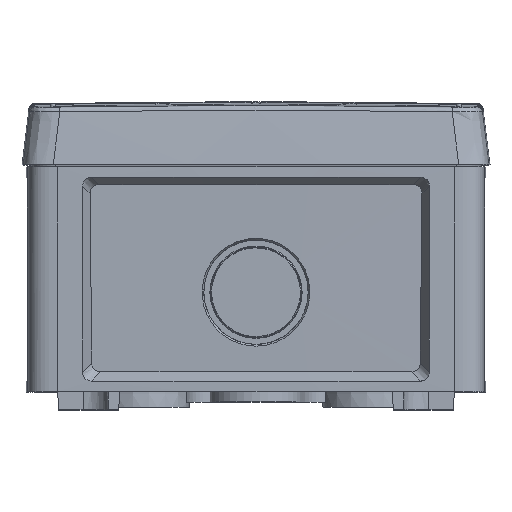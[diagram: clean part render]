
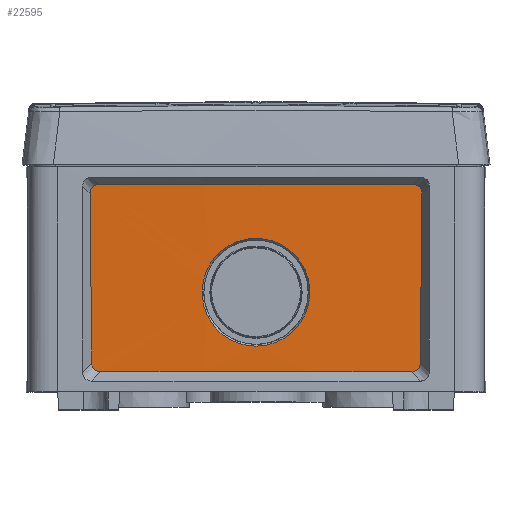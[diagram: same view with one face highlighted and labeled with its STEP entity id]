
A CAD part, top view. The second image highlights one B-rep face of the part: STEP entity #22595.
In plain terms, the highlighted conical face has half-angle 1 degrees and reference radius 2816.32 mm.
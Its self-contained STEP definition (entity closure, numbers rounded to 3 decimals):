
#5564=B_SPLINE_CURVE_WITH_KNOTS('',3,(#45250,#45251,#45252,#45253),
 .UNSPECIFIED.,.F.,.F.,(4,4),(0.,1.),.UNSPECIFIED.);
#5567=B_SPLINE_CURVE_WITH_KNOTS('',3,(#45306,#45307,#45308,#45309,#45310),
 .UNSPECIFIED.,.F.,.F.,(4,1,4),(0.,0.001,
0.003),.UNSPECIFIED.);
#5568=B_SPLINE_CURVE_WITH_KNOTS('',3,(#45312,#45313,#45314,#45315,#45316),
 .UNSPECIFIED.,.F.,.F.,(4,1,4),(0.,0.001,0.003),
 .UNSPECIFIED.);
#5569=B_SPLINE_CURVE_WITH_KNOTS('',3,(#45320,#45321,#45322,#45323,#45324),
 .UNSPECIFIED.,.F.,.F.,(4,1,4),(0.,0.001,
0.003),.UNSPECIFIED.);
#5570=B_SPLINE_CURVE_WITH_KNOTS('',3,(#45326,#45327,#45328,#45329),
 .UNSPECIFIED.,.F.,.F.,(4,4),(0.,1.),.UNSPECIFIED.);
#5571=B_SPLINE_CURVE_WITH_KNOTS('',3,(#45331,#45332,#45333,#45334,#45335),
 .UNSPECIFIED.,.F.,.F.,(4,1,4),(0.,0.001,
0.003),.UNSPECIFIED.);
#5572=B_SPLINE_CURVE_WITH_KNOTS('',3,(#45338,#45339,#45340,#45341,#45342,
#45343,#45344,#45345,#45346,#45347,#45348,#45349,#45350,#45351,#45352,#45353,
#45354,#45355,#45356,#45357,#45358,#45359),.UNSPECIFIED.,.F.,.F.,(4,1,1,
1,1,1,1,1,1,1,1,1,1,1,1,1,1,1,1,4),(0.,0.053,0.105,
0.158,0.211,0.263,0.316,0.368,
0.421,0.474,0.526,0.579,0.632,
0.684,0.737,0.789,0.842,0.895,
0.947,1.),.UNSPECIFIED.);
#5573=B_SPLINE_CURVE_WITH_KNOTS('',3,(#45362,#45363,#45364,#45365,#45366,
#45367,#45368,#45369,#45370,#45371,#45372,#45373,#45374,#45375,#45376,#45377,
#45378,#45379,#45380,#45381,#45382,#45383),.UNSPECIFIED.,.F.,.F.,(4,1,1,
1,1,1,1,1,1,1,1,1,1,1,1,1,1,1,1,4),(0.,0.053,0.105,
0.158,0.211,0.263,0.316,0.368,
0.421,0.474,0.526,0.579,0.632,
0.684,0.737,0.789,0.842,0.895,
0.947,1.),.UNSPECIFIED.);
#11745=ORIENTED_EDGE('',*,*,#15314,.F.);
#11746=ORIENTED_EDGE('',*,*,#15318,.T.);
#11747=ORIENTED_EDGE('',*,*,#15319,.T.);
#11748=ORIENTED_EDGE('',*,*,#15320,.T.);
#11749=ORIENTED_EDGE('',*,*,#15321,.T.);
#11750=ORIENTED_EDGE('',*,*,#15322,.T.);
#11751=ORIENTED_EDGE('',*,*,#15323,.T.);
#11752=ORIENTED_EDGE('',*,*,#15317,.T.);
#11753=ORIENTED_EDGE('',*,*,#15324,.T.);
#11754=ORIENTED_EDGE('',*,*,#15325,.T.);
#15314=EDGE_CURVE('',#17611,#17612,#5564,.T.);
#15317=EDGE_CURVE('',#17613,#17612,#5567,.T.);
#15318=EDGE_CURVE('',#17611,#17614,#5568,.T.);
#15319=EDGE_CURVE('',#17614,#17615,#18510,.T.);
#15320=EDGE_CURVE('',#17615,#17616,#5569,.T.);
#15321=EDGE_CURVE('',#17616,#17617,#5570,.T.);
#15322=EDGE_CURVE('',#17617,#17618,#5571,.T.);
#15323=EDGE_CURVE('',#17618,#17613,#18511,.T.);
#15324=EDGE_CURVE('',#17619,#17620,#5572,.T.);
#15325=EDGE_CURVE('',#17620,#17619,#5573,.T.);
#17611=VERTEX_POINT('',#45249);
#17612=VERTEX_POINT('',#45254);
#17613=VERTEX_POINT('',#45305);
#17614=VERTEX_POINT('',#45317);
#17615=VERTEX_POINT('',#45319);
#17616=VERTEX_POINT('',#45325);
#17617=VERTEX_POINT('',#45330);
#17618=VERTEX_POINT('',#45336);
#17619=VERTEX_POINT('',#45360);
#17620=VERTEX_POINT('',#45361);
#18510=CIRCLE('',#24674,2815.997);
#18511=CIRCLE('',#24675,2816.636);
#19804=EDGE_LOOP('',(#11745,#11746,#11747,#11748,#11749,#11750,#11751,#11752));
#19805=EDGE_LOOP('',(#11753,#11754));
#21182=FACE_BOUND('',#19804,.T.);
#21183=FACE_BOUND('',#19805,.T.);
#21467=CONICAL_SURFACE('',#24673,2816.316,0.017);
#22595=ADVANCED_FACE('',(#21182,#21183),#21467,.T.);
#24673=AXIS2_PLACEMENT_3D('',#45311,#30507,#30508);
#24674=AXIS2_PLACEMENT_3D('',#45318,#30509,#30510);
#24675=AXIS2_PLACEMENT_3D('',#45337,#30511,#30512);
#30507=DIRECTION('',(0.,1.,0.));
#30508=DIRECTION('',(1.,0.,0.));
#30509=DIRECTION('',(0.,1.,0.));
#30510=DIRECTION('',(-0.011,0.,1.));
#30511=DIRECTION('',(0.,-1.,0.));
#30512=DIRECTION('',(0.011,0.,1.));
#45249=CARTESIAN_POINT('',(-32.151,5.595,41.707));
#45250=CARTESIAN_POINT('',(-32.151,5.595,41.707));
#45251=CARTESIAN_POINT('',(-32.261,16.643,41.899));
#45252=CARTESIAN_POINT('',(-32.372,27.691,42.09));
#45253=CARTESIAN_POINT('',(-32.482,38.739,42.282));
#45254=CARTESIAN_POINT('',(-32.482,38.739,42.282));
#45305=CARTESIAN_POINT('',(-30.768,40.5,42.332));
#45306=CARTESIAN_POINT('',(-30.768,40.5,42.332));
#45307=CARTESIAN_POINT('',(-31.232,40.5,42.327));
#45308=CARTESIAN_POINT('',(-32.171,40.155,42.31));
#45309=CARTESIAN_POINT('',(-32.487,39.203,42.29));
#45310=CARTESIAN_POINT('',(-32.482,38.739,42.282));
#45311=CARTESIAN_POINT('',(0.,22.185,-2774.136));
#45312=CARTESIAN_POINT('',(-32.151,5.595,41.707));
#45313=CARTESIAN_POINT('',(-32.146,5.133,41.699));
#45314=CARTESIAN_POINT('',(-31.804,4.202,41.687));
#45315=CARTESIAN_POINT('',(-30.864,3.869,41.692));
#45316=CARTESIAN_POINT('',(-30.401,3.869,41.696));
#45317=CARTESIAN_POINT('',(-30.401,3.869,41.696));
#45318=CARTESIAN_POINT('',(0.,3.869,-2774.136));
#45319=CARTESIAN_POINT('',(30.401,3.869,41.696));
#45320=CARTESIAN_POINT('',(30.401,3.869,41.696));
#45321=CARTESIAN_POINT('',(30.863,3.869,41.692));
#45322=CARTESIAN_POINT('',(31.799,4.198,41.687));
#45323=CARTESIAN_POINT('',(32.146,5.133,41.699));
#45324=CARTESIAN_POINT('',(32.151,5.595,41.707));
#45325=CARTESIAN_POINT('',(32.151,5.595,41.707));
#45326=CARTESIAN_POINT('',(32.151,5.595,41.707));
#45327=CARTESIAN_POINT('',(32.261,16.643,41.899));
#45328=CARTESIAN_POINT('',(32.372,27.691,42.09));
#45329=CARTESIAN_POINT('',(32.482,38.739,42.282));
#45330=CARTESIAN_POINT('',(32.482,38.739,42.282));
#45331=CARTESIAN_POINT('',(32.482,38.739,42.282));
#45332=CARTESIAN_POINT('',(32.487,39.202,42.29));
#45333=CARTESIAN_POINT('',(32.176,40.151,42.31));
#45334=CARTESIAN_POINT('',(31.233,40.5,42.327));
#45335=CARTESIAN_POINT('',(30.768,40.5,42.332));
#45336=CARTESIAN_POINT('',(30.768,40.5,42.332));
#45337=CARTESIAN_POINT('',(0.,40.5,-2774.136));
#45338=CARTESIAN_POINT('',(0.,8.907,41.949));
#45339=CARTESIAN_POINT('',(-0.577,8.906,41.949));
#45340=CARTESIAN_POINT('',(-1.738,9.003,41.95));
#45341=CARTESIAN_POINT('',(-3.44,9.433,41.956));
#45342=CARTESIAN_POINT('',(-5.041,10.135,41.966));
#45343=CARTESIAN_POINT('',(-6.508,11.093,41.979));
#45344=CARTESIAN_POINT('',(-7.795,12.279,41.997));
#45345=CARTESIAN_POINT('',(-8.87,13.661,42.018));
#45346=CARTESIAN_POINT('',(-9.703,15.201,42.042));
#45347=CARTESIAN_POINT('',(-10.27,16.857,42.069));
#45348=CARTESIAN_POINT('',(-10.557,18.584,42.098));
#45349=CARTESIAN_POINT('',(-10.555,20.334,42.128));
#45350=CARTESIAN_POINT('',(-10.265,22.061,42.159));
#45351=CARTESIAN_POINT('',(-9.694,23.716,42.19));
#45352=CARTESIAN_POINT('',(-8.859,25.254,42.22));
#45353=CARTESIAN_POINT('',(-7.781,26.633,42.247));
#45354=CARTESIAN_POINT('',(-6.49,27.817,42.271));
#45355=CARTESIAN_POINT('',(-5.025,28.771,42.291));
#45356=CARTESIAN_POINT('',(-3.414,29.473,42.306));
#45357=CARTESIAN_POINT('',(-1.716,29.897,42.315));
#45358=CARTESIAN_POINT('',(-0.567,29.991,42.317));
#45359=CARTESIAN_POINT('',(0.,29.99,42.317));
#45360=CARTESIAN_POINT('',(0.,8.907,41.949));
#45361=CARTESIAN_POINT('',(0.,29.99,42.317));
#45362=CARTESIAN_POINT('',(0.,29.99,42.317));
#45363=CARTESIAN_POINT('',(0.577,29.991,42.317));
#45364=CARTESIAN_POINT('',(1.738,29.894,42.315));
#45365=CARTESIAN_POINT('',(3.44,29.464,42.305));
#45366=CARTESIAN_POINT('',(5.041,28.762,42.291));
#45367=CARTESIAN_POINT('',(6.508,27.803,42.271));
#45368=CARTESIAN_POINT('',(7.796,26.618,42.247));
#45369=CARTESIAN_POINT('',(8.871,25.236,42.22));
#45370=CARTESIAN_POINT('',(9.703,23.696,42.19));
#45371=CARTESIAN_POINT('',(10.27,22.04,42.159));
#45372=CARTESIAN_POINT('',(10.557,20.313,42.128));
#45373=CARTESIAN_POINT('',(10.555,18.562,42.097));
#45374=CARTESIAN_POINT('',(10.265,16.836,42.068));
#45375=CARTESIAN_POINT('',(9.694,15.181,42.041));
#45376=CARTESIAN_POINT('',(8.858,13.643,42.017));
#45377=CARTESIAN_POINT('',(7.781,12.263,41.996));
#45378=CARTESIAN_POINT('',(6.49,11.079,41.979));
#45379=CARTESIAN_POINT('',(5.025,10.126,41.965));
#45380=CARTESIAN_POINT('',(3.414,9.423,41.956));
#45381=CARTESIAN_POINT('',(1.716,9.,41.95));
#45382=CARTESIAN_POINT('',(0.567,8.906,41.949));
#45383=CARTESIAN_POINT('',(0.,8.907,41.949));
